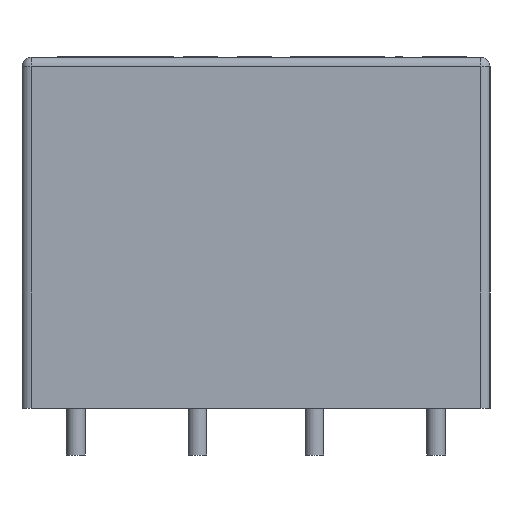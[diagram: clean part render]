
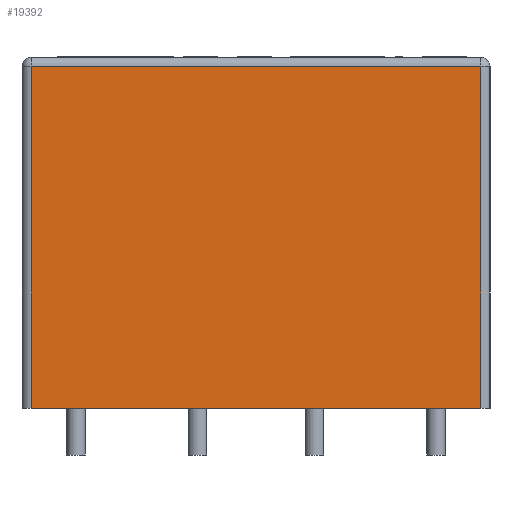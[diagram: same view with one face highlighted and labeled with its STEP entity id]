
A CAD part, left-side view. The second image highlights one B-rep face of the part: STEP entity #19392.
In plain terms, the highlighted planar face has unit normal (-1, 0, 0).
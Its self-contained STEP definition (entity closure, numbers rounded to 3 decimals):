
#2326=FACE_OUTER_BOUND('',#3484,.T.);
#3484=EDGE_LOOP('',(#17575,#17576,#17577,#17578));
#5474=LINE('',#34931,#7468);
#5477=LINE('',#34944,#7471);
#5479=LINE('',#34948,#7473);
#5483=LINE('',#34957,#7477);
#7468=VECTOR('',#23614,10.);
#7471=VECTOR('',#23629,10.);
#7473=VECTOR('',#23635,10.);
#7477=VECTOR('',#23649,10.);
#9308=VERTEX_POINT('',#34924);
#9310=VERTEX_POINT('',#34929);
#9311=VERTEX_POINT('',#34934);
#9313=VERTEX_POINT('',#34940);
#12060=EDGE_CURVE('',#9310,#9308,#5474,.T.);
#12067=EDGE_CURVE('',#9311,#9313,#5477,.T.);
#12069=EDGE_CURVE('',#9308,#9311,#5479,.T.);
#12073=EDGE_CURVE('',#9313,#9310,#5483,.T.);
#17575=ORIENTED_EDGE('',*,*,#12060,.F.);
#17576=ORIENTED_EDGE('',*,*,#12073,.F.);
#17577=ORIENTED_EDGE('',*,*,#12067,.F.);
#17578=ORIENTED_EDGE('',*,*,#12069,.F.);
#18249=PLANE('',#20160);
#19392=ADVANCED_FACE('',(#2326),#18249,.T.);
#20160=AXIS2_PLACEMENT_3D('',#34956,#23647,#23648);
#23614=DIRECTION('',(0.,0.,1.));
#23629=DIRECTION('',(0.,0.,-1.));
#23635=DIRECTION('',(0.,-1.,0.));
#23647=DIRECTION('center_axis',(-1.,0.,0.));
#23648=DIRECTION('ref_axis',(0.,-1.,0.));
#23649=DIRECTION('',(0.,1.,0.));
#34924=CARTESIAN_POINT('',(-17.,9.6,14.6));
#34929=CARTESIAN_POINT('',(-17.,9.6,0.));
#34931=CARTESIAN_POINT('',(-17.,9.6,0.));
#34934=CARTESIAN_POINT('',(-17.,-9.6,14.6));
#34940=CARTESIAN_POINT('',(-17.,-9.6,0.));
#34944=CARTESIAN_POINT('',(-17.,-9.6,0.));
#34948=CARTESIAN_POINT('',(-17.,5.,14.6));
#34956=CARTESIAN_POINT('Origin',(-17.,10.,0.));
#34957=CARTESIAN_POINT('',(-17.,-10.,0.));
